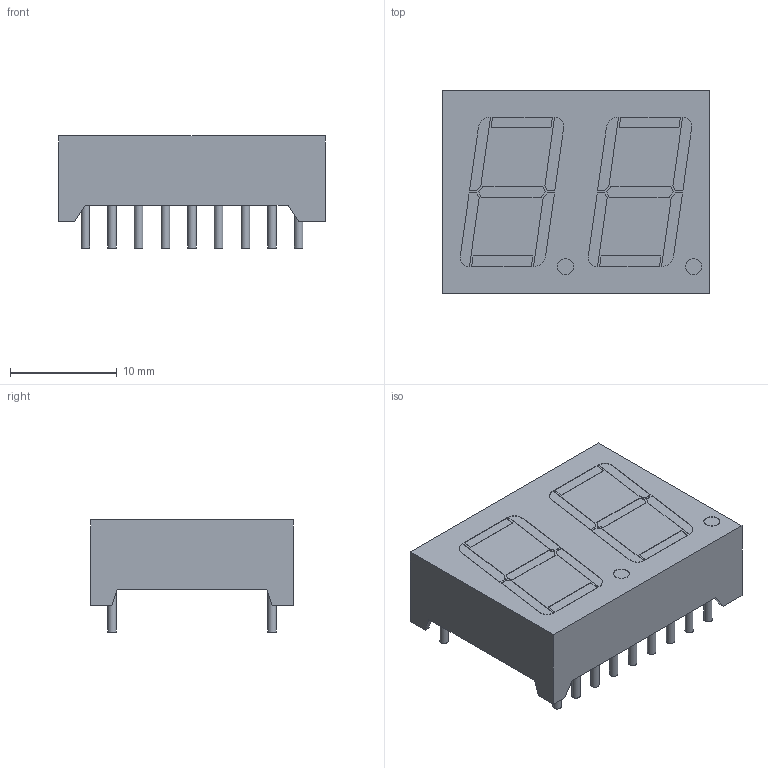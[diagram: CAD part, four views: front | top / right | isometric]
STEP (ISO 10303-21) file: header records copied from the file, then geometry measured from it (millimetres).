
FILE_DESCRIPTION(('STEP AP214'), '1');
FILE_NAME('Dc56-11', '', ('UNSPECIFIED'), ('UNSPECIFIED'), 'ASCON STEP Converter 1.6', 'ASCON Math Kernel', '');
FILE_SCHEMA(('AUTOMOTIVE_DESIGN { 1 0 10303 214 3 1 1}'));
Length unit declared in the file: millimetre
Bounding box: 25 x 19 x 10.5 mm (x, y, z)
Volume: 3131.9 mm3; surface area: 1768.3 mm2
Topology: 1 solids, 1 shells, 148 faces, 336 edges, 224 vertices
Faces by surface type: plane 120, cylinder 28
Full cylindrical faces by diameter (mm): 0.8 x18, 1.5 x2
Entity records: 5240 total; most frequent: CARTESIAN_POINT 689, DIRECTION 670, ORIENTED_EDGE 632, EDGE_CURVE 316, LINE 260, VECTOR 260, VERTEX_POINT 224, AXIS2_PLACEMENT_3D 205
